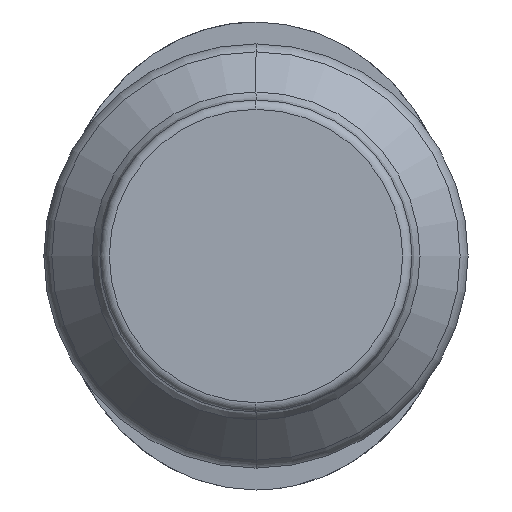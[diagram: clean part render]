
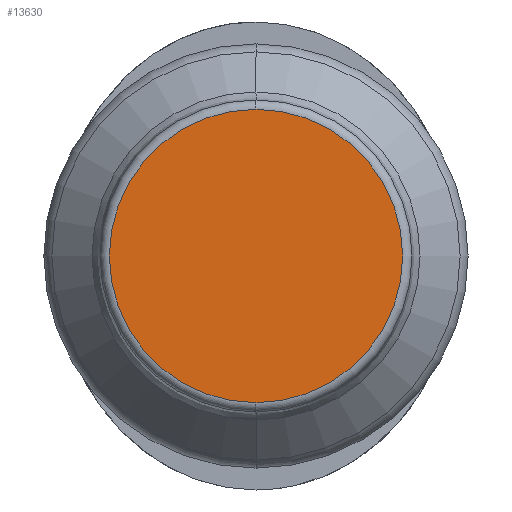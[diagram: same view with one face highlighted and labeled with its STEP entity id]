
A CAD part, left-side view. The second image highlights one B-rep face of the part: STEP entity #13630.
In plain terms, the highlighted planar face has unit normal (-1, 0, 0).
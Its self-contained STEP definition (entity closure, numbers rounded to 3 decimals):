
#384=CARTESIAN_POINT('',(-27.754,0.,-4.7));
#385=VERTEX_POINT('',#384);
#393=CARTESIAN_POINT('',(-27.754,0.,4.7));
#394=VERTEX_POINT('',#393);
#395=CARTESIAN_POINT('',(-27.754,0.,0.));
#396=DIRECTION('',(1.0,0.0,0.0));
#397=DIRECTION('',(0.0,0.0,-1.0));
#398=AXIS2_PLACEMENT_3D('',#395,#396,#397);
#399=CIRCLE('',#398,4.7);
#400=EDGE_CURVE('',#385,#394,#399,.T.);
#13593=CARTESIAN_POINT('',(-27.754,0.,0.));
#13594=DIRECTION('',(1.0,0.0,0.0));
#13595=DIRECTION('',(0.0,0.0,-1.0));
#13596=AXIS2_PLACEMENT_3D('',#13593,#13594,#13595);
#13597=CIRCLE('',#13596,4.7);
#13598=EDGE_CURVE('',#394,#385,#13597,.T.);
#13621=CARTESIAN_POINT('',(-27.754,0.,2.5));
#13622=DIRECTION('',(-1.0,0.0,0.0));
#13623=DIRECTION('',(0.0,0.0,1.0));
#13624=AXIS2_PLACEMENT_3D('',#13621,#13622,#13623);
#13625=PLANE('',#13624);
#13626=ORIENTED_EDGE('',*,*,#13598,.F.);
#13627=ORIENTED_EDGE('',*,*,#400,.F.);
#13628=EDGE_LOOP('',(#13626,#13627));
#13629=FACE_OUTER_BOUND('',#13628,.T.);
#13630=ADVANCED_FACE('',(#13629),#13625,.T.);
